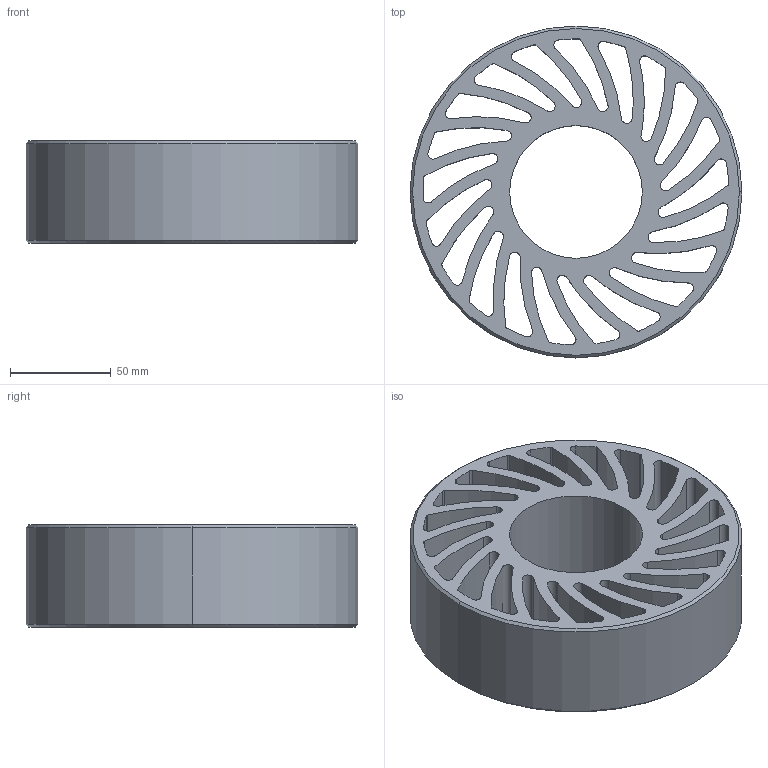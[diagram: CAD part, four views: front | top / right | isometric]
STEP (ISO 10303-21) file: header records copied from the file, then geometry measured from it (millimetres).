
FILE_DESCRIPTION (( 'STEP AP203' ), '1' );
FILE_NAME ('ZU3222610.STEP', '2022-04-27T16:14:19', ( '' ), ( '' ), 'SwSTEP 2.0', 'SolidWorks 2020', '' );
FILE_SCHEMA (( 'CONFIG_CONTROL_DESIGN' ));
Length unit declared in the file: inch
Products named in the file (1): ZU3222610
Bounding box: 165.1 x 165.1 x 50.8 mm (x, y, z)
Volume: 523000.2 mm3; surface area: 160226.8 mm2
Topology: 1 solids, 1 shells, 160 faces, 470 edges, 312 vertices
Faces by surface type: cylinder 154, cone 4, plane 2
Entity records: 5681 total; most frequent: DIRECTION 1104, CARTESIAN_POINT 943, ORIENTED_EDGE 940, AXIS2_PLACEMENT_3D 473, EDGE_CURVE 470, VERTEX_POINT 312, CIRCLE 312, EDGE_LOOP 204
